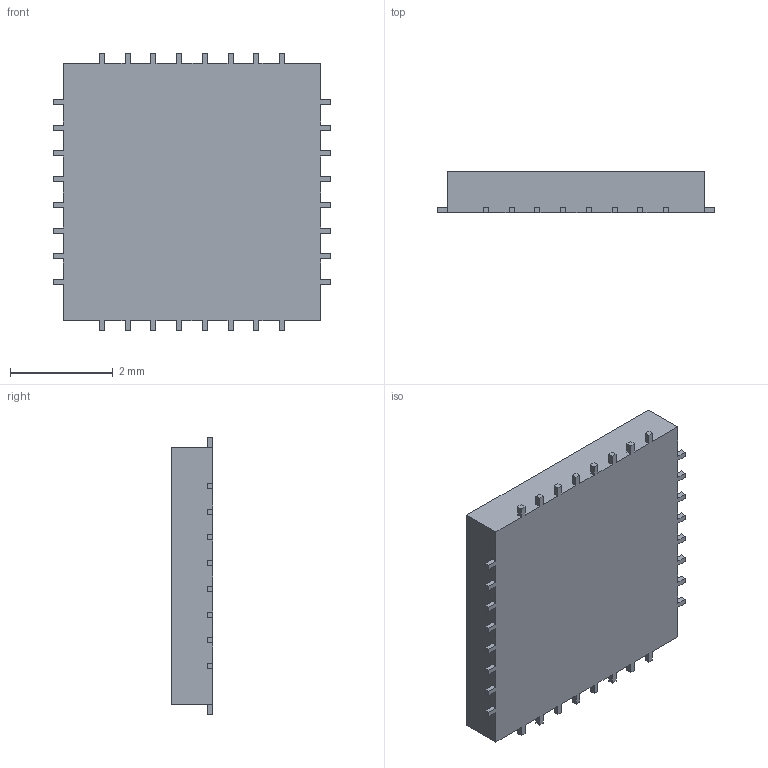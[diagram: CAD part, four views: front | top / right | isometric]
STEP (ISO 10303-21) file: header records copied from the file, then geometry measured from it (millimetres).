
FILE_DESCRIPTION(/* description */ (''),/* implementation_level */ '2;1');
FILE_NAME(/* name */ 'MxL7704 Universal PMIC_ RPi4ModelB_ipt_a2416ea6.STEP',/* time_stamp */ '2024-05-28T16:08:11+01:00',/* author */ ('rlndo'),/* organization */ (''),/* preprocessor_version */ 'ST-DEVELOPER v16.13',/* originating_system */ 'Autodesk Inventor 2018',/* authorisation */ '');
FILE_SCHEMA (('AUTOMOTIVE_DESIGN { 1 0 10303 214 3 1 1 }'));
Length unit declared in the file: millimetre
Products named in the file (1): MxL7704 Universal PMIC, RPi4ModelB
Bounding box: 5.4 x 0.8 x 5.4 mm (x, y, z)
Volume: 20.1 mm3; surface area: 68.9 mm2
Topology: 1 solids, 1 shells, 311 faces, 864 edges, 576 vertices
Faces by surface type: plane 290, bspline 21
Entity records: 11534 total; most frequent: CARTESIAN_POINT 3317, ORIENTED_EDGE 1728, DIRECTION 1404, EDGE_CURVE 864, LINE 822, VECTOR 822, VERTEX_POINT 576, EDGE_LOOP 332
